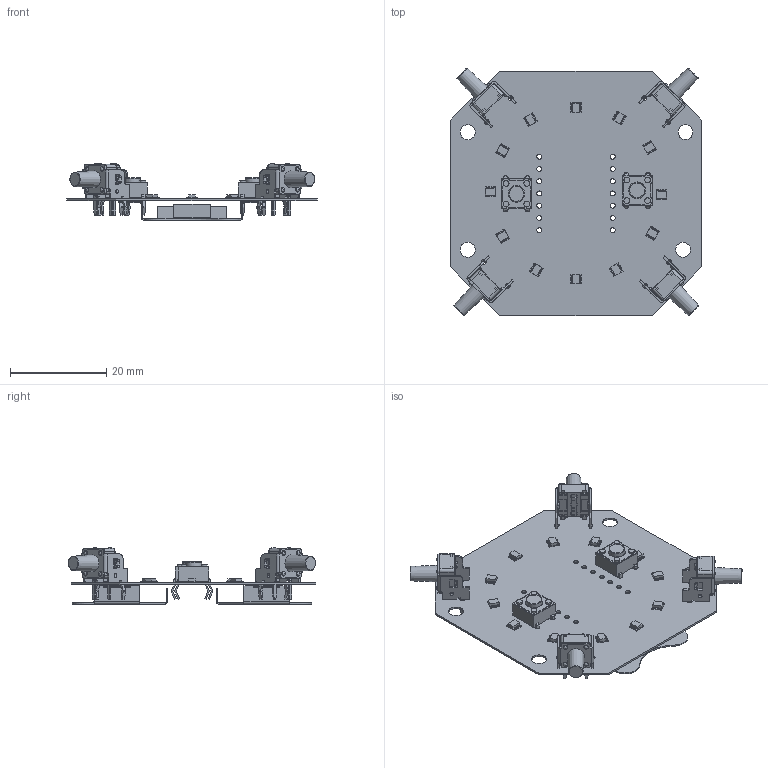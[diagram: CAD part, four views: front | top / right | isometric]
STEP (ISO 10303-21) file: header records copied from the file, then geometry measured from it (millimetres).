
FILE_DESCRIPTION(('Open CASCADE Model'),'2;1');
FILE_NAME('Open CASCADE Shape Model','2024-03-30T20:42:52',('Author'),( 'Open CASCADE'),'Open CASCADE STEP processor 7.5','Open CASCADE 7.5' ,'Unknown');
FILE_SCHEMA(('AUTOMOTIVE_DESIGN { 1 0 10303 214 1 1 1 1 }'));
Length unit declared in the file: millimetre
Products named in the file (40): PCB; Board; Open CASCADE STEP translator 7.5 2.1.1; BT1; 79523141; BT2; SW4; 4301x60437x6; SW3; 4312560837x6; bracket; frame; SW6; SW5; SW2; SW1; L7; 7525850192; L2; 7525852512; L6; 7525850992; L1; 7525852192; L12; 7525848912; L4; 7525849312; L10; 7525850432; L3; 7525848752; L11; 7525850592; L8; 7525848672; L9; 7525850512; L5; 7525851152
Assembly tree (44 placements, depth 4):
  PCB
    Board
      Open CASCADE STEP translator 7.5 2.1.1
    BT1
      79523141
    BT2
      79523141
    SW4
      4301x60437x6
    SW3
      4312560837x6
        bracket
        frame
    SW6
      4312560837x6
        bracket
        frame
    SW5
      4301x60437x6
    SW2
      4312560837x6
        bracket
        frame
    SW1
      4312560837x6
        bracket
        frame
    L7
      7525850192
    L2
      7525852512
    L6
      7525850992
    L1
      7525852192
    L12
      7525848912
    L4
      7525849312
    L10
      7525850432
    L3
      7525848752
    L11
      7525850592
    L8
      7525848672
    L9
      7525850512
    L5
      7525851152
Bounding box: 52.07 x 51.39 x 11.66 mm (x, y, z)
Volume: 2361.5 mm3; surface area: 9338.5 mm2
Topology: 85 solids, 85 shells, 2998 faces, 7872 edges, 5110 vertices
Faces by surface type: plane 2186, cylinder 712, bspline 56, torus 24, sphere 16, cone 4
Full cylindrical faces by diameter (mm): 0.8 x16, 0.85 x16, 1 x24, 1.02 x14, 1.2 x8, 2.35 x4, 3.1 x4, 3.25 x2, 3.5 x6
Entity records: 61085 total; most frequent: CARTESIAN_POINT 10772, ORIENTED_EDGE 9592, DIRECTION 9340, EDGE_CURVE 4796, LINE 3688, VECTOR 3688, VERTEX_POINT 3085, AXIS2_PLACEMENT_3D 2826
